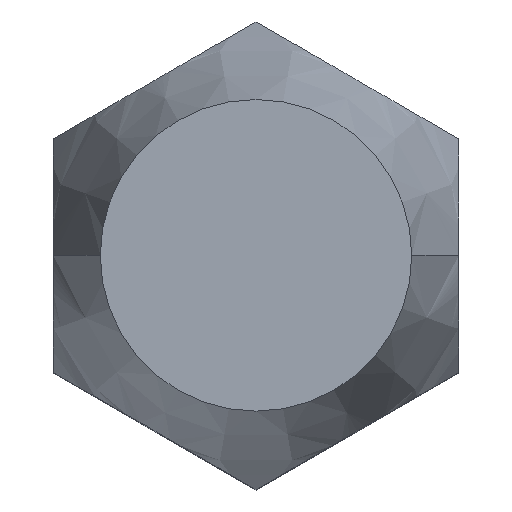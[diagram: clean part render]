
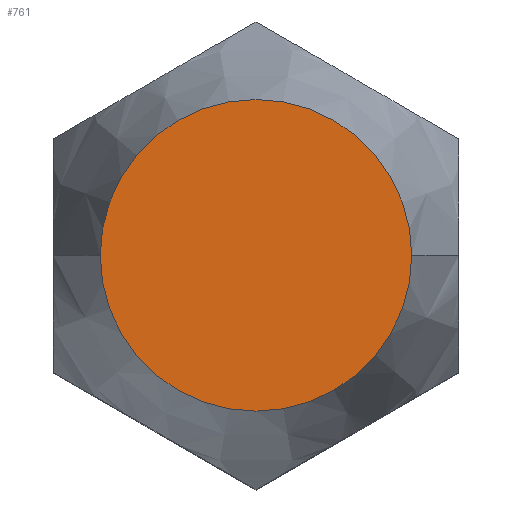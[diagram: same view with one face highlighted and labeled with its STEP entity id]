
A CAD part, top view. The second image highlights one B-rep face of the part: STEP entity #761.
In plain terms, the highlighted planar face has unit normal (0, 0, 1).
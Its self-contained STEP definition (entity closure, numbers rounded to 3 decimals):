
#3 = ORIENTED_EDGE ( 'NONE', *, *, #242, .T. ) ;
#10 = DIRECTION ( 'NONE',  ( 0., 0., 1. ) ) ;
#20 = CARTESIAN_POINT ( 'NONE',  ( 0., 0., 15. ) ) ;
#192 = PLANE ( 'NONE',  #246 ) ;
#196 = ORIENTED_EDGE ( 'NONE', *, *, #254, .T. ) ;
#201 = CARTESIAN_POINT ( 'NONE',  ( 5., 0., 15. ) ) ;
#218 = DIRECTION ( 'NONE',  ( 1., 0., 0. ) ) ;
#222 = CARTESIAN_POINT ( 'NONE',  ( -5., 0., 15. ) ) ;
#242 = EDGE_CURVE ( 'NONE', #461, #578, #435, .T. ) ;
#246 = AXIS2_PLACEMENT_3D ( 'NONE', #575, #323, #258 ) ;
#254 = EDGE_CURVE ( 'NONE', #578, #461, #463, .T. ) ;
#258 = DIRECTION ( 'NONE',  ( 1., 0., 0. ) ) ;
#276 = DIRECTION ( 'NONE',  ( 0., 0., 1. ) ) ;
#283 = DIRECTION ( 'NONE',  ( 1., 0., 0. ) ) ;
#323 = DIRECTION ( 'NONE',  ( 0., 0., 1. ) ) ;
#356 = AXIS2_PLACEMENT_3D ( 'NONE', #20, #276, #283 ) ;
#435 = CIRCLE ( 'NONE', #356, 5. ) ;
#448 = AXIS2_PLACEMENT_3D ( 'NONE', #730, #10, #218 ) ;
#461 = VERTEX_POINT ( 'NONE', #201 ) ;
#463 = CIRCLE ( 'NONE', #448, 5. ) ;
#575 = CARTESIAN_POINT ( 'NONE',  ( 0., 0., 15. ) ) ;
#578 = VERTEX_POINT ( 'NONE', #222 ) ;
#730 = CARTESIAN_POINT ( 'NONE',  ( 0., 0., 15. ) ) ;
#741 = EDGE_LOOP ( 'NONE', ( #196, #3 ) ) ;
#760 = FACE_OUTER_BOUND ( 'NONE', #741, .T. ) ;
#761 = ADVANCED_FACE ( 'NONE', ( #760 ), #192, .T. ) ;
